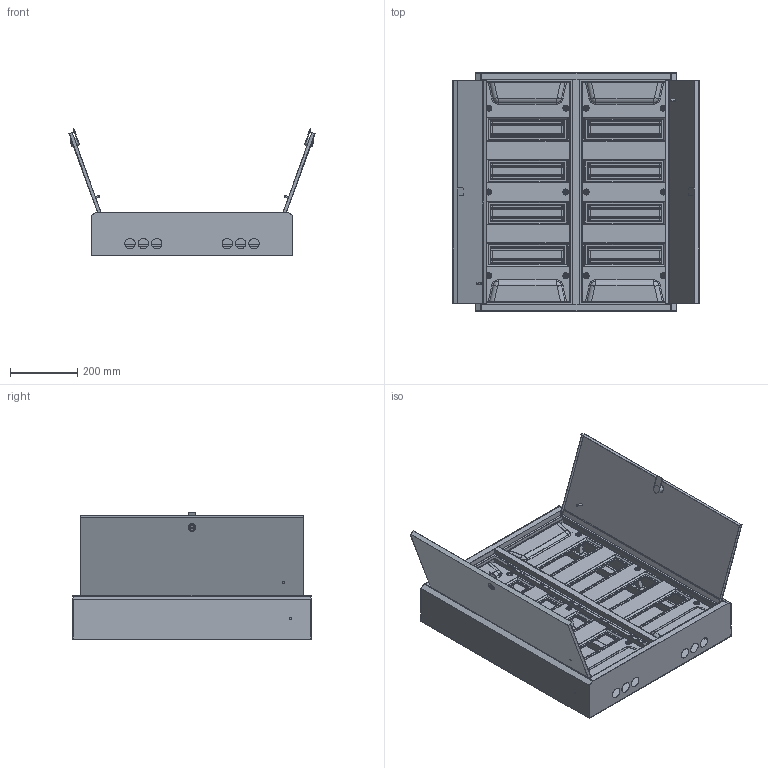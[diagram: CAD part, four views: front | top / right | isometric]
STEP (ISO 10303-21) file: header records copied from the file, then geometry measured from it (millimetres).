
FILE_DESCRIPTION (( 'STEP AP214' ), '1' );
FILE_NAME ('ShRN_2x48_PRO_IP31.STEP', '2016-09-23T09:18:01', ( 'user' ), ( '' ), 'SwSTEP 2.0', 'SolidWorks 2014', '' );
FILE_SCHEMA (( 'AUTOMOTIVE_DESIGN' ));
Length unit declared in the file: millimetre
Products named in the file (11): Dver_PRO_2å48; Obolochka_SHRN_PRO_2å48; Support; Panel_ShRN-48; Stoika pan; Panel_48; ShRN_2x48_PRO_IP31; DIN-Reika_18 ｢箘ｬ箘｢; SC GOST 17473_gost_‚¨­â A.M5x10 ƒŽ‘’ 17473-80; Klipsa; Stoika Shin_‘â®©ª  ¤«ï è¨­
Assembly tree (58 placements, depth 3):
  ShRN_2x48_PRO_IP31
    Obolochka_SHRN_PRO_2å48
    Dver_PRO_2å48  x2
    DIN-Reika_18 ｢箘ｬ箘｢  x8
    Panel_48  x2
      Panel_ShRN-48
      Klipsa
      Stoika pan
    SC GOST 17473_gost_‚¨­â A.M5x10 ƒŽ‘’ 17473-80  x16
    Stoika Shin_‘â®©ª  ¤«ï è¨­  x8
    Support  x8
Bounding box: 734.01 x 710 x 377.52 mm (x, y, z)
Volume: 2252764.5 mm3; surface area: 4102630.1 mm2
Topology: 69 solids, 69 shells, 4526 faces, 11556 edges, 7208 vertices
Faces by surface type: plane 2534, cylinder 992, bspline 452, torus 240, cone 156, sphere 152
Entity records: 28047 total; most frequent: CARTESIAN_POINT 5995, DIRECTION 4450, ORIENTED_EDGE 4426, EDGE_CURVE 2213, AXIS2_PLACEMENT_3D 1506, LINE 1438, VECTOR 1438, VERTEX_POINT 1425
